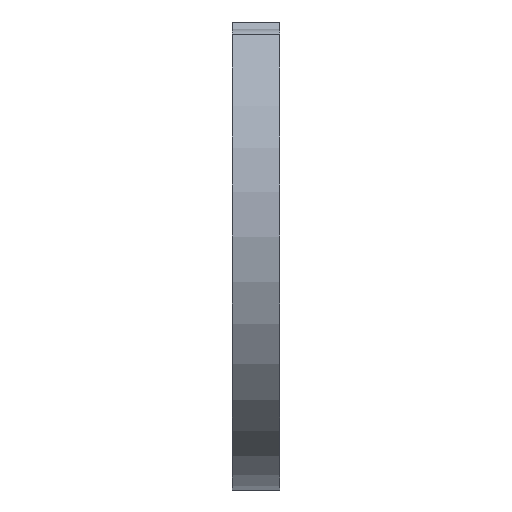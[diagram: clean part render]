
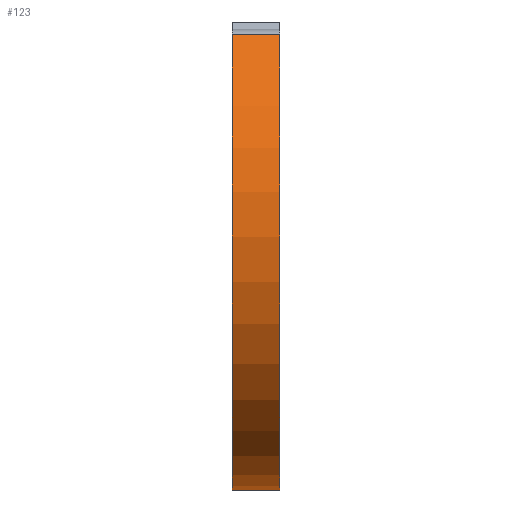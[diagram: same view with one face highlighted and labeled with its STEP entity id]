
A CAD part, left-side view. The second image highlights one B-rep face of the part: STEP entity #123.
In plain terms, the highlighted cylindrical face has radius 2.375 mm (diameter 4.75 mm), a partial arc.
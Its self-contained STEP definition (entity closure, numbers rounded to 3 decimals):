
#6 = CYLINDRICAL_SURFACE ( 'NONE', #485, 2.375 ) ;
#27 = EDGE_CURVE ( 'NONE', #726, #351, #679, .T. ) ;
#59 = DIRECTION ( 'NONE',  ( 0., 1., 0. ) ) ;
#123 = ADVANCED_FACE ( 'NONE', ( #199 ), #6, .T. ) ;
#146 = EDGE_CURVE ( 'NONE', #215, #726, #444, .T. ) ;
#186 = EDGE_LOOP ( 'NONE', ( #431, #297, #562, #307 ) ) ;
#199 = FACE_OUTER_BOUND ( 'NONE', #186, .T. ) ;
#200 = DIRECTION ( 'NONE',  ( 0., 0., 1. ) ) ;
#208 = CARTESIAN_POINT ( 'NONE',  ( 0., 0.212, -2.375 ) ) ;
#215 = VERTEX_POINT ( 'NONE', #665 ) ;
#251 = DIRECTION ( 'NONE',  ( 0., 0., -1. ) ) ;
#256 = CARTESIAN_POINT ( 'NONE',  ( 0., 0.212, 0. ) ) ;
#297 = ORIENTED_EDGE ( 'NONE', *, *, #582, .T. ) ;
#307 = ORIENTED_EDGE ( 'NONE', *, *, #27, .T. ) ;
#310 = CARTESIAN_POINT ( 'NONE',  ( 0., -0.212, 0. ) ) ;
#338 = AXIS2_PLACEMENT_3D ( 'NONE', #256, #509, #200 ) ;
#344 = CARTESIAN_POINT ( 'NONE',  ( 0., 0.212, -2.375 ) ) ;
#351 = VERTEX_POINT ( 'NONE', #626 ) ;
#364 = AXIS2_PLACEMENT_3D ( 'NONE', #310, #59, #641 ) ;
#417 = EDGE_CURVE ( 'NONE', #490, #351, #682, .T. ) ;
#431 = ORIENTED_EDGE ( 'NONE', *, *, #417, .F. ) ;
#444 = CIRCLE ( 'NONE', #364, 2.375 ) ;
#446 = CARTESIAN_POINT ( 'NONE',  ( 0., 0.212, 0. ) ) ;
#485 = AXIS2_PLACEMENT_3D ( 'NONE', #446, #734, #251 ) ;
#490 = VERTEX_POINT ( 'NONE', #344 ) ;
#509 = DIRECTION ( 'NONE',  ( 0., 1., 0. ) ) ;
#519 = DIRECTION ( 'NONE',  ( 0., -1., 0. ) ) ;
#562 = ORIENTED_EDGE ( 'NONE', *, *, #146, .T. ) ;
#582 = EDGE_CURVE ( 'NONE', #490, #215, #694, .T. ) ;
#596 = CARTESIAN_POINT ( 'NONE',  ( -1.658, -0.212, 1.701 ) ) ;
#620 = DIRECTION ( 'NONE',  ( 0., 1., 0. ) ) ;
#626 = CARTESIAN_POINT ( 'NONE',  ( -1.658, 0.212, 1.701 ) ) ;
#631 = VECTOR ( 'NONE', #519, 1000. ) ;
#641 = DIRECTION ( 'NONE',  ( 0., 0., 1. ) ) ;
#665 = CARTESIAN_POINT ( 'NONE',  ( 0., -0.212, -2.375 ) ) ;
#679 = LINE ( 'NONE', #743, #722 ) ;
#682 = CIRCLE ( 'NONE', #338, 2.375 ) ;
#694 = LINE ( 'NONE', #208, #631 ) ;
#722 = VECTOR ( 'NONE', #620, 1000. ) ;
#726 = VERTEX_POINT ( 'NONE', #596 ) ;
#734 = DIRECTION ( 'NONE',  ( 0., -1., 0. ) ) ;
#743 = CARTESIAN_POINT ( 'NONE',  ( -1.658, 0.212, 1.701 ) ) ;
